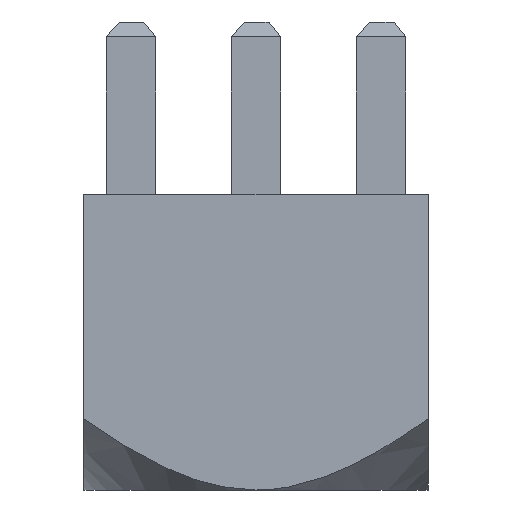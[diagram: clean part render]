
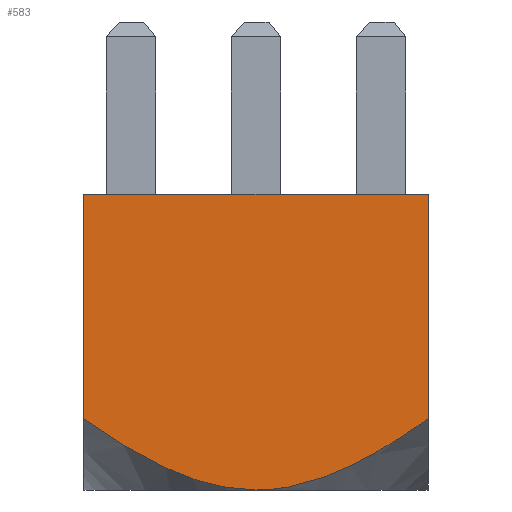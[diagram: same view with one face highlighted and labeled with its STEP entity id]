
A CAD part, front view. The second image highlights one B-rep face of the part: STEP entity #583.
In plain terms, the highlighted planar face has unit normal (0, -1, 0).
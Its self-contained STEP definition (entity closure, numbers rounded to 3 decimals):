
#42 = LINE ( 'NONE', #1878, #3159 ) ;
#82 = CARTESIAN_POINT ( 'NONE',  ( 0., -3.5, 0. ) ) ;
#215 = EDGE_CURVE ( 'NONE', #549, #623, #564, .T. ) ;
#300 = B_SPLINE_CURVE_WITH_KNOTS ( 'NONE', 3,
 ( #1221, #3636, #3244, #1650, #823, #3669, #1278, #1258, #1238, #4067, #3652, #82 ),
 .UNSPECIFIED., .F., .F.,
 ( 4, 2, 2, 2, 2, 4 ),
 ( 0.019, 0.019, 0.02, 0.021, 0.022, 0.022 ),
 .UNSPECIFIED. ) ;
#317 = EDGE_LOOP ( 'NONE', ( #2417, #1752, #3155, #3408, #4964 ) ) ;
#527 = CARTESIAN_POINT ( 'NONE',  ( -3.5, -3.5, 6. ) ) ;
#549 = VERTEX_POINT ( 'NONE', #527 ) ;
#564 = LINE ( 'NONE', #1565, #3911 ) ;
#583 = ADVANCED_FACE ( 'NONE', ( #3605 ), #2165, .F. ) ;
#623 = VERTEX_POINT ( 'NONE', #2238 ) ;
#823 = CARTESIAN_POINT ( 'NONE',  ( 2.152, -3.5, 0.601 ) ) ;
#958 = AXIS2_PLACEMENT_3D ( 'NONE', #1040, #3857, #1020 ) ;
#994 = CARTESIAN_POINT ( 'NONE',  ( -2.973, -3.5, 1.087 ) ) ;
#1020 = DIRECTION ( 'NONE',  ( -1., 0., 0. ) ) ;
#1040 = CARTESIAN_POINT ( 'NONE',  ( 3.5, -3.5, 6. ) ) ;
#1051 = CARTESIAN_POINT ( 'NONE',  ( 0., -3.5, 0. ) ) ;
#1096 = CARTESIAN_POINT ( 'NONE',  ( 3.5, -3.5, 1.45 ) ) ;
#1221 = CARTESIAN_POINT ( 'NONE',  ( 3.5, -3.5, 1.45 ) ) ;
#1238 = CARTESIAN_POINT ( 'NONE',  ( 0.644, -3.5, 0.055 ) ) ;
#1258 = CARTESIAN_POINT ( 'NONE',  ( 0.801, -3.5, 0.087 ) ) ;
#1278 = CARTESIAN_POINT ( 'NONE',  ( 1.267, -3.5, 0.21 ) ) ;
#1450 = EDGE_CURVE ( 'NONE', #3993, #2401, #300, .T. ) ;
#1565 = CARTESIAN_POINT ( 'NONE',  ( -3.5, -3.5, 6. ) ) ;
#1647 = CARTESIAN_POINT ( 'NONE',  ( 0., -3.5, 0. ) ) ;
#1650 = CARTESIAN_POINT ( 'NONE',  ( 2.431, -3.5, 0.756 ) ) ;
#1742 = EDGE_CURVE ( 'NONE', #549, #3173, #4967, .T. ) ;
#1752 = ORIENTED_EDGE ( 'NONE', *, *, #1812, .F. ) ;
#1804 = CARTESIAN_POINT ( 'NONE',  ( -2.142, -3.5, 0.596 ) ) ;
#1812 = EDGE_CURVE ( 'NONE', #3173, #3993, #42, .T. ) ;
#1878 = CARTESIAN_POINT ( 'NONE',  ( 3.5, -3.5, 6. ) ) ;
#2003 = VECTOR ( 'NONE', #3873, 1000. ) ;
#2165 = PLANE ( 'NONE',  #958 ) ;
#2238 = CARTESIAN_POINT ( 'NONE',  ( -3.5, -3.5, 1.45 ) ) ;
#2401 = VERTEX_POINT ( 'NONE', #1647 ) ;
#2417 = ORIENTED_EDGE ( 'NONE', *, *, #1450, .F. ) ;
#2634 = CARTESIAN_POINT ( 'NONE',  ( 3.5, -3.5, 6. ) ) ;
#2774 = CARTESIAN_POINT ( 'NONE',  ( 3.5, -3.5, 6. ) ) ;
#2865 = EDGE_CURVE ( 'NONE', #2401, #623, #3490, .T. ) ;
#3155 = ORIENTED_EDGE ( 'NONE', *, *, #1742, .F. ) ;
#3159 = VECTOR ( 'NONE', #4290, 1000. ) ;
#3173 = VERTEX_POINT ( 'NONE', #2774 ) ;
#3244 = CARTESIAN_POINT ( 'NONE',  ( 2.975, -3.5, 1.088 ) ) ;
#3408 = ORIENTED_EDGE ( 'NONE', *, *, #215, .T. ) ;
#3412 = CARTESIAN_POINT ( 'NONE',  ( -3.239, -3.5, 1.265 ) ) ;
#3428 = CARTESIAN_POINT ( 'NONE',  ( -1.265, -3.5, 0.209 ) ) ;
#3464 = CARTESIAN_POINT ( 'NONE',  ( -0.638, -3.5, 0.045 ) ) ;
#3490 = B_SPLINE_CURVE_WITH_KNOTS ( 'NONE', 3,
 ( #1051, #4266, #3464, #3428, #5047, #1804, #4213, #994, #3412, #3852 ),
 .UNSPECIFIED., .F., .F.,
 ( 4, 2, 2, 2, 4 ),
 ( 0.022, 0.023, 0.024, 0.025, 0.026 ),
 .UNSPECIFIED. ) ;
#3552 = DIRECTION ( 'NONE',  ( 0., 0., -1. ) ) ;
#3605 = FACE_OUTER_BOUND ( 'NONE', #317, .T. ) ;
#3636 = CARTESIAN_POINT ( 'NONE',  ( 3.24, -3.5, 1.266 ) ) ;
#3652 = CARTESIAN_POINT ( 'NONE',  ( 0.161, -3.5, 0. ) ) ;
#3669 = CARTESIAN_POINT ( 'NONE',  ( 1.571, -3.5, 0.328 ) ) ;
#3852 = CARTESIAN_POINT ( 'NONE',  ( -3.5, -3.5, 1.45 ) ) ;
#3857 = DIRECTION ( 'NONE',  ( 0., 1., 0. ) ) ;
#3873 = DIRECTION ( 'NONE',  ( 1., 0., 0. ) ) ;
#3911 = VECTOR ( 'NONE', #3552, 1000. ) ;
#3993 = VERTEX_POINT ( 'NONE', #1096 ) ;
#4067 = CARTESIAN_POINT ( 'NONE',  ( 0.323, -3.5, 0.011 ) ) ;
#4213 = CARTESIAN_POINT ( 'NONE',  ( -2.424, -3.5, 0.752 ) ) ;
#4266 = CARTESIAN_POINT ( 'NONE',  ( -0.321, -3.5, 0. ) ) ;
#4290 = DIRECTION ( 'NONE',  ( 0., 0., -1. ) ) ;
#4964 = ORIENTED_EDGE ( 'NONE', *, *, #2865, .F. ) ;
#4967 = LINE ( 'NONE', #2634, #2003 ) ;
#5047 = CARTESIAN_POINT ( 'NONE',  ( -1.563, -3.5, 0.325 ) ) ;
